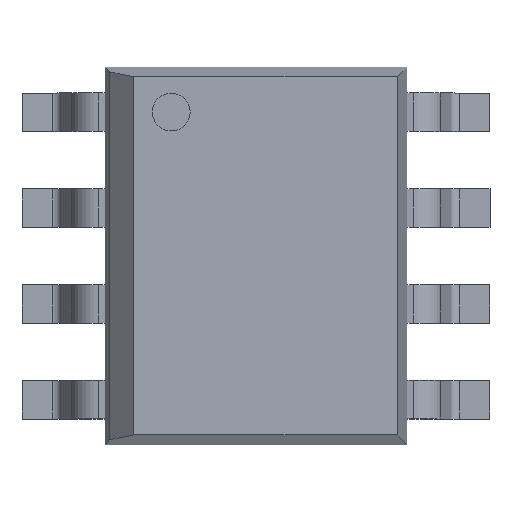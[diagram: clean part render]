
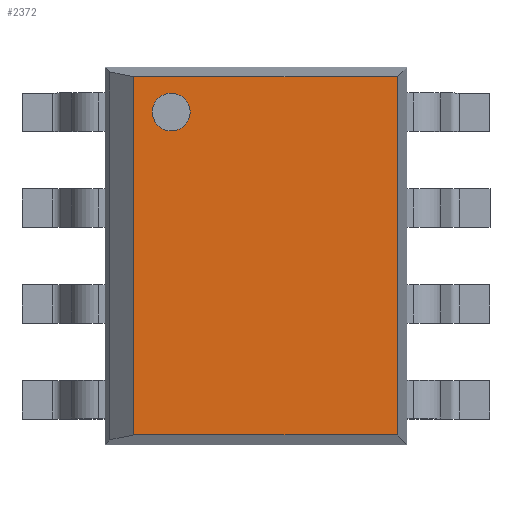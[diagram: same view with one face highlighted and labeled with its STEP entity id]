
A CAD part, top view. The second image highlights one B-rep face of the part: STEP entity #2372.
In plain terms, the highlighted planar face has unit normal (0, 0, 1).
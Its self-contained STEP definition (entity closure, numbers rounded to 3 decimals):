
#16=FACE_BOUND('',#396,.T.);
#103=CIRCLE('',#2574,0.25);
#261=FACE_OUTER_BOUND('',#395,.T.);
#395=EDGE_LOOP('',(#2108,#2109,#2110,#2111));
#396=EDGE_LOOP('',(#2112));
#647=LINE('',#3893,#912);
#652=LINE('',#3901,#917);
#655=LINE('',#3907,#920);
#657=LINE('',#3910,#922);
#912=VECTOR('',#3205,4.746);
#917=VECTOR('',#3212,3.496);
#920=VECTOR('',#3219,3.496);
#922=VECTOR('',#3223,4.746);
#1140=VERTEX_POINT('',#3883);
#1142=VERTEX_POINT('',#3889);
#1144=VERTEX_POINT('',#3892);
#1146=VERTEX_POINT('',#3899);
#1147=VERTEX_POINT('',#3906);
#1460=EDGE_CURVE('',#1140,#1140,#103,.T.);
#1463=EDGE_CURVE('',#1144,#1142,#647,.T.);
#1468=EDGE_CURVE('',#1146,#1142,#652,.T.);
#1471=EDGE_CURVE('',#1144,#1147,#655,.T.);
#1473=EDGE_CURVE('',#1146,#1147,#657,.T.);
#2108=ORIENTED_EDGE('',*,*,#1463,.T.);
#2109=ORIENTED_EDGE('',*,*,#1468,.F.);
#2110=ORIENTED_EDGE('',*,*,#1473,.T.);
#2111=ORIENTED_EDGE('',*,*,#1471,.F.);
#2112=ORIENTED_EDGE('',*,*,#1460,.T.);
#2239=PLANE('',#2582);
#2372=ADVANCED_FACE('',(#261,#16),#2239,.T.);
#2574=AXIS2_PLACEMENT_3D('',#3884,#3196,#3197);
#2582=AXIS2_PLACEMENT_3D('',#3912,#3225,#3226);
#3196=DIRECTION('center_axis',(0.,0.,
-1.));
#3197=DIRECTION('ref_axis',(0.,-1.,0.));
#3205=DIRECTION('',(0.,-1.,0.));
#3212=DIRECTION('',(-1.,0.,0.));
#3219=DIRECTION('',(1.,0.,0.));
#3223=DIRECTION('',(0.,1.,0.));
#3225=DIRECTION('center_axis',(0.,0.,
1.));
#3226=DIRECTION('ref_axis',(0.,-1.,0.));
#3883=CARTESIAN_POINT('',(-1.123,1.655,1.75));
#3884=CARTESIAN_POINT('Origin',(-1.123,1.905,1.75));
#3889=CARTESIAN_POINT('',(-1.623,-2.373,1.75));
#3892=CARTESIAN_POINT('',(-1.623,2.373,1.75));
#3893=CARTESIAN_POINT('',(-1.623,-2.5,1.75));
#3899=CARTESIAN_POINT('',(1.873,-2.373,1.75));
#3901=CARTESIAN_POINT('',(0.936,-2.373,1.75));
#3906=CARTESIAN_POINT('',(1.873,2.373,1.75));
#3907=CARTESIAN_POINT('',(0.936,2.373,1.75));
#3910=CARTESIAN_POINT('',(1.873,-2.5,1.75));
#3912=CARTESIAN_POINT('Origin',(1.873,-2.5,1.75));
